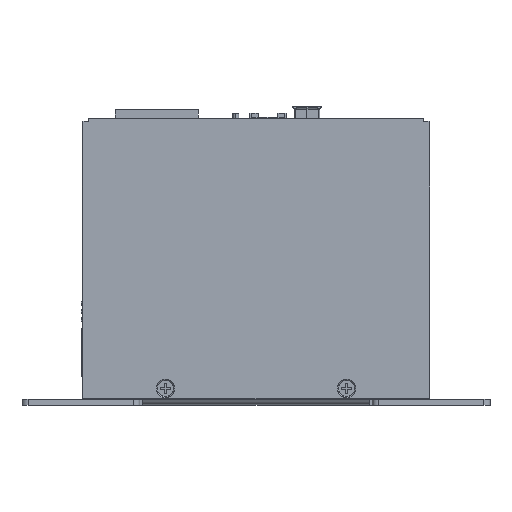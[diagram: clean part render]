
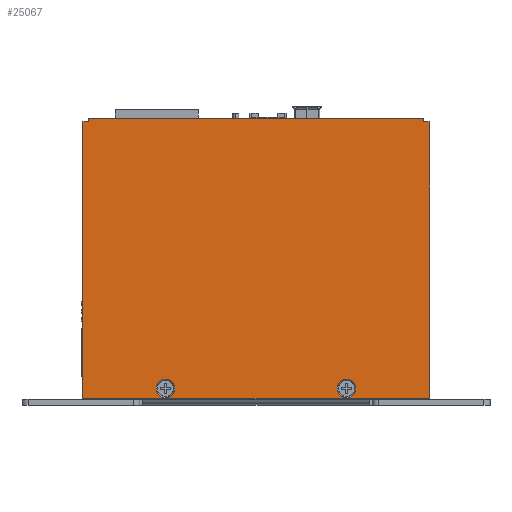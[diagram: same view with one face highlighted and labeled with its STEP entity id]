
A CAD part, left-side view. The second image highlights one B-rep face of the part: STEP entity #25067.
In plain terms, the highlighted planar face has unit normal (-1, 0, 0).
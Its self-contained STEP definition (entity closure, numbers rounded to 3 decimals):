
#137 = CARTESIAN_POINT ( 'NONE',  ( -16.5, 30., -46.083 ) ) ;
#846 = CIRCLE ( 'NONE', #12194, 3.083 ) ;
#1752 = CARTESIAN_POINT ( 'NONE',  ( -16.5, 0., -46.3 ) ) ;
#2250 = EDGE_CURVE ( 'NONE', #33937, #24866, #24314, .T. ) ;
#2287 = VERTEX_POINT ( 'NONE', #5846 ) ;
#3147 = DIRECTION ( 'NONE',  ( 0., 0., -1. ) ) ;
#3218 = EDGE_CURVE ( 'NONE', #31224, #34626, #48253, .T. ) ;
#3273 = ORIENTED_EDGE ( 'NONE', *, *, #17061, .T. ) ;
#3332 = VERTEX_POINT ( 'NONE', #34376 ) ;
#3419 = DIRECTION ( 'NONE',  ( 0., 0., 1. ) ) ;
#3766 = CARTESIAN_POINT ( 'NONE',  ( -16.5, 57.3, 45.3 ) ) ;
#4958 = ORIENTED_EDGE ( 'NONE', *, *, #9041, .T. ) ;
#5123 = CARTESIAN_POINT ( 'NONE',  ( -16.5, 30., -39.917 ) ) ;
#5846 = CARTESIAN_POINT ( 'NONE',  ( -16.5, -30., -46.083 ) ) ;
#7807 = FACE_BOUND ( 'NONE', #41673, .T. ) ;
#8034 = ORIENTED_EDGE ( 'NONE', *, *, #34427, .T. ) ;
#8157 = AXIS2_PLACEMENT_3D ( 'NONE', #10437, #34434, #49567 ) ;
#8806 = LINE ( 'NONE', #32560, #17195 ) ;
#9041 = EDGE_CURVE ( 'NONE', #24866, #31224, #8806, .T. ) ;
#9516 = CARTESIAN_POINT ( 'NONE',  ( -16.5, -55.342, 45.3 ) ) ;
#9785 = CIRCLE ( 'NONE', #38015, 3.083 ) ;
#10437 = CARTESIAN_POINT ( 'NONE',  ( -16.5, -30., -43. ) ) ;
#10595 = CIRCLE ( 'NONE', #8157, 3.083 ) ;
#10639 = ORIENTED_EDGE ( 'NONE', *, *, #2250, .T. ) ;
#10825 = AXIS2_PLACEMENT_3D ( 'NONE', #37252, #37515, #40532 ) ;
#12194 = AXIS2_PLACEMENT_3D ( 'NONE', #46368, #22390, #3147 ) ;
#13209 = CARTESIAN_POINT ( 'NONE',  ( -16.5, -56.854, 1.985 ) ) ;
#15141 = CARTESIAN_POINT ( 'NONE',  ( -16.5, 57.3, 0. ) ) ;
#16005 = DIRECTION ( 'NONE',  ( 0., 0.035, 0.999 ) ) ;
#16682 = ORIENTED_EDGE ( 'NONE', *, *, #20486, .T. ) ;
#16855 = VERTEX_POINT ( 'NONE', #137 ) ;
#17061 = EDGE_CURVE ( 'NONE', #39768, #16855, #24504, .T. ) ;
#17195 = VECTOR ( 'NONE', #24215, 1000. ) ;
#18181 = LINE ( 'NONE', #15141, #26250 ) ;
#18237 = CARTESIAN_POINT ( 'NONE',  ( -16.5, -30., -43. ) ) ;
#19190 = CARTESIAN_POINT ( 'NONE',  ( -16.5, 56.854, 1.985 ) ) ;
#20184 = AXIS2_PLACEMENT_3D ( 'NONE', #23225, #45937, #42165 ) ;
#20486 = EDGE_CURVE ( 'NONE', #3332, #36603, #36390, .T. ) ;
#22162 = LINE ( 'NONE', #30480, #31102 ) ;
#22390 = DIRECTION ( 'NONE',  ( 1., 0., 0. ) ) ;
#22650 = LINE ( 'NONE', #38062, #22999 ) ;
#22700 = DIRECTION ( 'NONE',  ( 0., 0., -1. ) ) ;
#22935 = EDGE_LOOP ( 'NONE', ( #40530, #41261, #28469, #16682, #26992, #33865, #10639, #4958 ) ) ;
#22999 = VECTOR ( 'NONE', #3419, 1000. ) ;
#23225 = CARTESIAN_POINT ( 'NONE',  ( -16.5, 0., 0. ) ) ;
#24215 = DIRECTION ( 'NONE',  ( 0., 1., 0. ) ) ;
#24217 = ORIENTED_EDGE ( 'NONE', *, *, #34131, .T. ) ;
#24314 = LINE ( 'NONE', #13209, #24517 ) ;
#24504 = CIRCLE ( 'NONE', #10825, 3.083 ) ;
#24517 = VECTOR ( 'NONE', #16005, 1000. ) ;
#24866 = VERTEX_POINT ( 'NONE', #40931 ) ;
#25067 = ADVANCED_FACE ( 'NONE', ( #26485, #7807, #38122 ), #30538, .F. ) ;
#26215 = CARTESIAN_POINT ( 'NONE',  ( -16.5, 55.307, 46.3 ) ) ;
#26250 = VECTOR ( 'NONE', #22700, 1000. ) ;
#26278 = DIRECTION ( 'NONE',  ( 0., 0.035, -0.999 ) ) ;
#26485 = FACE_BOUND ( 'NONE', #42843, .T. ) ;
#26992 = ORIENTED_EDGE ( 'NONE', *, *, #38294, .T. ) ;
#28313 = DIRECTION ( 'NONE',  ( 0., -1., 0. ) ) ;
#28446 = EDGE_CURVE ( 'NONE', #34626, #28738, #32627, .T. ) ;
#28469 = ORIENTED_EDGE ( 'NONE', *, *, #45012, .T. ) ;
#28738 = VERTEX_POINT ( 'NONE', #3766 ) ;
#30480 = CARTESIAN_POINT ( 'NONE',  ( -16.5, 0., 45.3 ) ) ;
#30538 = PLANE ( 'NONE',  #20184 ) ;
#31102 = VECTOR ( 'NONE', #41846, 1000. ) ;
#31224 = VERTEX_POINT ( 'NONE', #26215 ) ;
#31880 = DIRECTION ( 'NONE',  ( 0., 1., 0. ) ) ;
#32560 = CARTESIAN_POINT ( 'NONE',  ( -16.5, 0., 46.3 ) ) ;
#32627 = LINE ( 'NONE', #39428, #37150 ) ;
#33865 = ORIENTED_EDGE ( 'NONE', *, *, #45489, .T. ) ;
#33937 = VERTEX_POINT ( 'NONE', #9516 ) ;
#34131 = EDGE_CURVE ( 'NONE', #16855, #39768, #846, .T. ) ;
#34376 = CARTESIAN_POINT ( 'NONE',  ( -16.5, 57.3, -46.3 ) ) ;
#34427 = EDGE_CURVE ( 'NONE', #37946, #2287, #9785, .T. ) ;
#34434 = DIRECTION ( 'NONE',  ( 1., 0., 0. ) ) ;
#34626 = VERTEX_POINT ( 'NONE', #49305 ) ;
#34688 = EDGE_CURVE ( 'NONE', #2287, #37946, #10595, .T. ) ;
#34875 = DIRECTION ( 'NONE',  ( 0., 0., -1. ) ) ;
#36390 = LINE ( 'NONE', #1752, #48296 ) ;
#36603 = VERTEX_POINT ( 'NONE', #37085 ) ;
#37085 = CARTESIAN_POINT ( 'NONE',  ( -16.5, -57.3, -46.3 ) ) ;
#37150 = VECTOR ( 'NONE', #31880, 1000. ) ;
#37252 = CARTESIAN_POINT ( 'NONE',  ( -16.5, 30., -43. ) ) ;
#37515 = DIRECTION ( 'NONE',  ( 1., 0., 0. ) ) ;
#37946 = VERTEX_POINT ( 'NONE', #49388 ) ;
#38015 = AXIS2_PLACEMENT_3D ( 'NONE', #18237, #46731, #34875 ) ;
#38062 = CARTESIAN_POINT ( 'NONE',  ( -16.5, -57.3, 0. ) ) ;
#38122 = FACE_OUTER_BOUND ( 'NONE', #22935, .T. ) ;
#38294 = EDGE_CURVE ( 'NONE', #36603, #49324, #22650, .T. ) ;
#38439 = ORIENTED_EDGE ( 'NONE', *, *, #34688, .T. ) ;
#39428 = CARTESIAN_POINT ( 'NONE',  ( -16.5, 0., 45.3 ) ) ;
#39768 = VERTEX_POINT ( 'NONE', #5123 ) ;
#40530 = ORIENTED_EDGE ( 'NONE', *, *, #3218, .T. ) ;
#40532 = DIRECTION ( 'NONE',  ( 0., 0., -1. ) ) ;
#40759 = VECTOR ( 'NONE', #26278, 1000. ) ;
#40931 = CARTESIAN_POINT ( 'NONE',  ( -16.5, -55.307, 46.3 ) ) ;
#41261 = ORIENTED_EDGE ( 'NONE', *, *, #28446, .T. ) ;
#41673 = EDGE_LOOP ( 'NONE', ( #24217, #3273 ) ) ;
#41846 = DIRECTION ( 'NONE',  ( 0., 1., 0. ) ) ;
#42165 = DIRECTION ( 'NONE',  ( 0., 0., -1. ) ) ;
#42843 = EDGE_LOOP ( 'NONE', ( #38439, #8034 ) ) ;
#44879 = CARTESIAN_POINT ( 'NONE',  ( -16.5, -57.3, 45.3 ) ) ;
#45012 = EDGE_CURVE ( 'NONE', #28738, #3332, #18181, .T. ) ;
#45489 = EDGE_CURVE ( 'NONE', #49324, #33937, #22162, .T. ) ;
#45937 = DIRECTION ( 'NONE',  ( 1., 0., 0. ) ) ;
#46368 = CARTESIAN_POINT ( 'NONE',  ( -16.5, 30., -43. ) ) ;
#46731 = DIRECTION ( 'NONE',  ( 1., 0., 0. ) ) ;
#48253 = LINE ( 'NONE', #19190, #40759 ) ;
#48296 = VECTOR ( 'NONE', #28313, 1000. ) ;
#49305 = CARTESIAN_POINT ( 'NONE',  ( -16.5, 55.342, 45.3 ) ) ;
#49324 = VERTEX_POINT ( 'NONE', #44879 ) ;
#49388 = CARTESIAN_POINT ( 'NONE',  ( -16.5, -30., -39.917 ) ) ;
#49567 = DIRECTION ( 'NONE',  ( 0., 0., -1. ) ) ;
